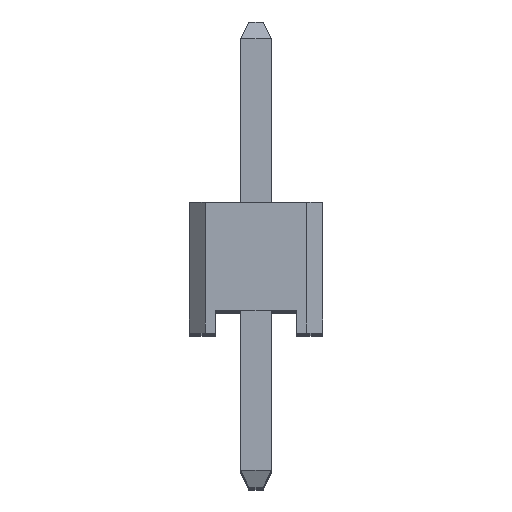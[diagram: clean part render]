
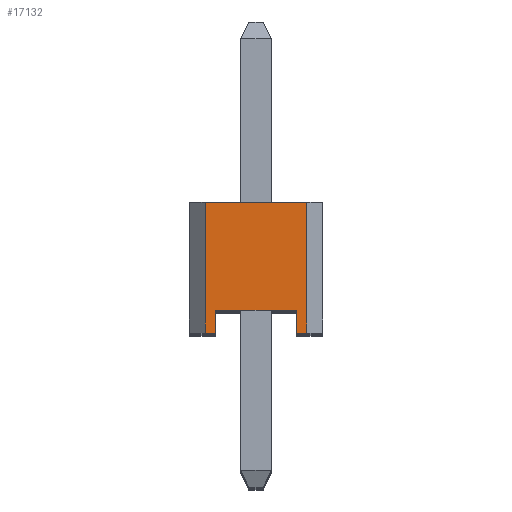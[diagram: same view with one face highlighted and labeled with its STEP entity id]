
A CAD part, top view. The second image highlights one B-rep face of the part: STEP entity #17132.
In plain terms, the highlighted planar face has unit normal (0, 0, 1).
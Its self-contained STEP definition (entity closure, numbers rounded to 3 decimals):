
#177 = AXIS2_PLACEMENT_3D ( 'NONE', #3675, #17572, #16127 ) ;
#198 = LINE ( 'NONE', #11416, #12938 ) ;
#221 = VERTEX_POINT ( 'NONE', #13446 ) ;
#292 = EDGE_CURVE ( 'NONE', #15969, #10754, #2911, .T. ) ;
#325 = CARTESIAN_POINT ( 'NONE',  ( 0.3, 2.5, 30.48 ) ) ;
#464 = LINE ( 'NONE', #6158, #6576 ) ;
#927 = CARTESIAN_POINT ( 'NONE',  ( 0.3, 0., 30.48 ) ) ;
#1857 = ORIENTED_EDGE ( 'NONE', *, *, #2758, .F. ) ;
#2171 = VERTEX_POINT ( 'NONE', #17644 ) ;
#2356 = CARTESIAN_POINT ( 'NONE',  ( 0.5, 0.44, 30.48 ) ) ;
#2647 = CARTESIAN_POINT ( 'NONE',  ( 0.5, 0.44, 30.48 ) ) ;
#2758 = EDGE_CURVE ( 'NONE', #7329, #2171, #5694, .T. ) ;
#2911 = LINE ( 'NONE', #325, #4061 ) ;
#2974 = CARTESIAN_POINT ( 'NONE',  ( 2.24, 2.5, 30.48 ) ) ;
#3643 = EDGE_CURVE ( 'NONE', #221, #2171, #198, .T. ) ;
#3675 = CARTESIAN_POINT ( 'NONE',  ( 0.3, 2.5, 30.48 ) ) ;
#3768 = EDGE_CURVE ( 'NONE', #11703, #6240, #12935, .T. ) ;
#3885 = EDGE_CURVE ( 'NONE', #11703, #221, #17586, .T. ) ;
#3954 = DIRECTION ( 'NONE',  ( 0., -1., 0. ) ) ;
#4046 = LINE ( 'NONE', #2647, #5452 ) ;
#4061 = VECTOR ( 'NONE', #11195, 1000. ) ;
#5095 = EDGE_CURVE ( 'NONE', #10754, #9732, #10419, .T. ) ;
#5452 = VECTOR ( 'NONE', #9496, 1000. ) ;
#5694 = LINE ( 'NONE', #13728, #10110 ) ;
#6158 = CARTESIAN_POINT ( 'NONE',  ( 0.3, 2.5, 30.48 ) ) ;
#6224 = ORIENTED_EDGE ( 'NONE', *, *, #3768, .F. ) ;
#6240 = VERTEX_POINT ( 'NONE', #2356 ) ;
#6576 = VECTOR ( 'NONE', #17064, 1000. ) ;
#6654 = CARTESIAN_POINT ( 'NONE',  ( 0.3, 0., 30.48 ) ) ;
#7002 = DIRECTION ( 'NONE',  ( 1., 0., 0. ) ) ;
#7329 = VERTEX_POINT ( 'NONE', #2974 ) ;
#7356 = VECTOR ( 'NONE', #11954, 1000. ) ;
#8313 = DIRECTION ( 'NONE',  ( 0., -1., 0. ) ) ;
#9496 = DIRECTION ( 'NONE',  ( 0., -1., 0. ) ) ;
#9528 = EDGE_LOOP ( 'NONE', ( #6224, #17763, #11238, #1857, #12768, #10584, #15569, #9977 ) ) ;
#9732 = VERTEX_POINT ( 'NONE', #15131 ) ;
#9977 = ORIENTED_EDGE ( 'NONE', *, *, #11852, .F. ) ;
#10110 = VECTOR ( 'NONE', #8313, 1000. ) ;
#10419 = LINE ( 'NONE', #6654, #7356 ) ;
#10584 = ORIENTED_EDGE ( 'NONE', *, *, #292, .T. ) ;
#10754 = VERTEX_POINT ( 'NONE', #927 ) ;
#11195 = DIRECTION ( 'NONE',  ( 0., -1., 0. ) ) ;
#11233 = FACE_OUTER_BOUND ( 'NONE', #9528, .T. ) ;
#11236 = CARTESIAN_POINT ( 'NONE',  ( 2.04, 0.44, 30.48 ) ) ;
#11238 = ORIENTED_EDGE ( 'NONE', *, *, #3643, .T. ) ;
#11318 = PLANE ( 'NONE',  #177 ) ;
#11416 = CARTESIAN_POINT ( 'NONE',  ( 0.3, 0., 30.48 ) ) ;
#11592 = CARTESIAN_POINT ( 'NONE',  ( 0.5, 0.44, 30.48 ) ) ;
#11703 = VERTEX_POINT ( 'NONE', #11236 ) ;
#11815 = VECTOR ( 'NONE', #3954, 1000. ) ;
#11852 = EDGE_CURVE ( 'NONE', #6240, #9732, #4046, .T. ) ;
#11954 = DIRECTION ( 'NONE',  ( 1., 0., 0. ) ) ;
#12630 = EDGE_CURVE ( 'NONE', #15969, #7329, #464, .T. ) ;
#12768 = ORIENTED_EDGE ( 'NONE', *, *, #12630, .F. ) ;
#12935 = LINE ( 'NONE', #11592, #16475 ) ;
#12938 = VECTOR ( 'NONE', #7002, 1000. ) ;
#13446 = CARTESIAN_POINT ( 'NONE',  ( 2.04, 0., 30.48 ) ) ;
#13728 = CARTESIAN_POINT ( 'NONE',  ( 2.24, 2.5, 30.48 ) ) ;
#15131 = CARTESIAN_POINT ( 'NONE',  ( 0.5, 0., 30.48 ) ) ;
#15569 = ORIENTED_EDGE ( 'NONE', *, *, #5095, .T. ) ;
#15770 = CARTESIAN_POINT ( 'NONE',  ( 0.3, 2.5, 30.48 ) ) ;
#15969 = VERTEX_POINT ( 'NONE', #15770 ) ;
#16127 = DIRECTION ( 'NONE',  ( -1., 0., 0. ) ) ;
#16408 = CARTESIAN_POINT ( 'NONE',  ( 2.04, 0.44, 30.48 ) ) ;
#16475 = VECTOR ( 'NONE', #17145, 1000. ) ;
#17064 = DIRECTION ( 'NONE',  ( 1., 0., 0. ) ) ;
#17132 = ADVANCED_FACE ( 'NONE', ( #11233 ), #11318, .F. ) ;
#17145 = DIRECTION ( 'NONE',  ( -1., 0., 0. ) ) ;
#17572 = DIRECTION ( 'NONE',  ( 0., 0., -1. ) ) ;
#17586 = LINE ( 'NONE', #16408, #11815 ) ;
#17644 = CARTESIAN_POINT ( 'NONE',  ( 2.24, 0., 30.48 ) ) ;
#17763 = ORIENTED_EDGE ( 'NONE', *, *, #3885, .T. ) ;
